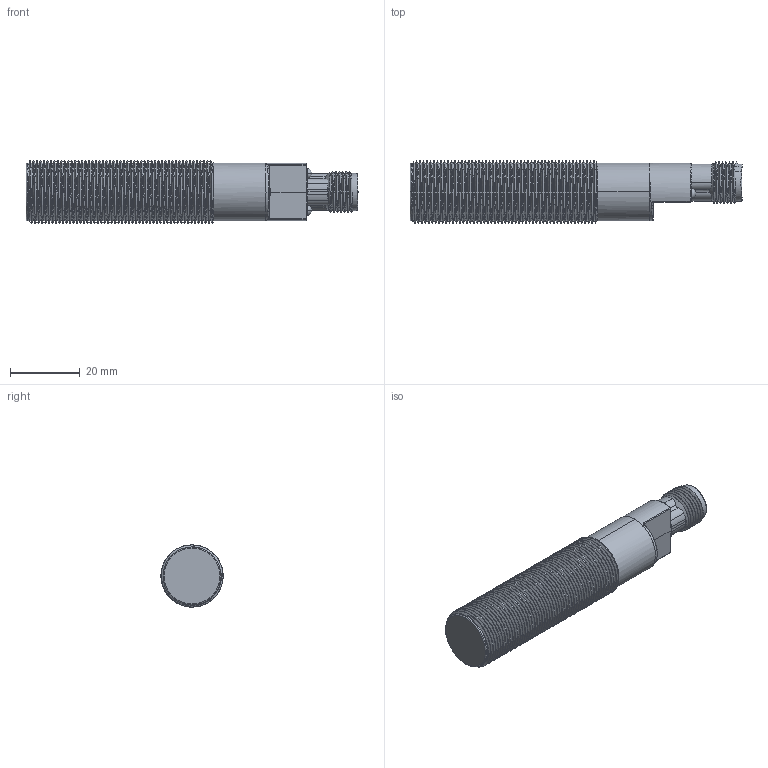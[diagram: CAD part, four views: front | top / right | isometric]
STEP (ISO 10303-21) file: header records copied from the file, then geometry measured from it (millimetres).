
FILE_DESCRIPTION((''),'2;1');
FILE_NAME('92-423_5','2024-09-04T',('Parkey.Wang'),(''),'CREO PARAMETRIC BY PTC INC, 2015480','CREO PARAMETRIC BY PTC INC, 2015480','');
FILE_SCHEMA(('CONFIG_CONTROL_DESIGN'));
Products named in the file (1): 92-423_5
Bounding box: 95.5 x 17.86 x 17.88 mm (x, y, z)
Volume: 18508 mm3; surface area: 8296.6 mm2
Topology: 1 solids, 1 shells, 433 faces, 1209 edges, 782 vertices
Faces by surface type: cylinder 284, bspline 66, plane 41, cone 21, torus 15, sphere 6
Entity records: 45982 total; most frequent: CARTESIAN_POINT 36261, ORIENTED_EDGE 2410, DIRECTION 1451, EDGE_CURVE 1205, VERTEX_POINT 782, B_SPLINE_CURVE_WITH_KNOTS 676, AXIS2_PLACEMENT_3D 555, EDGE_LOOP 447
